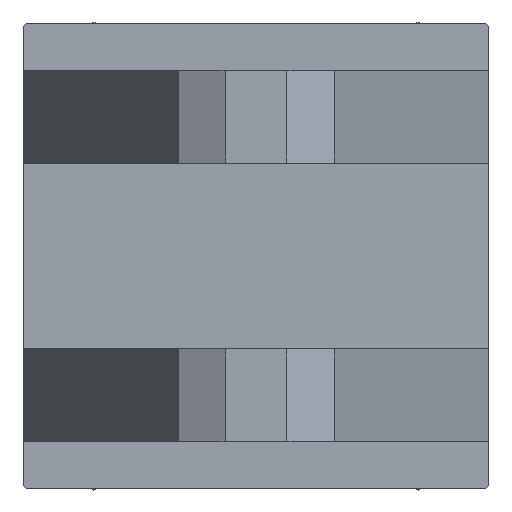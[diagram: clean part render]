
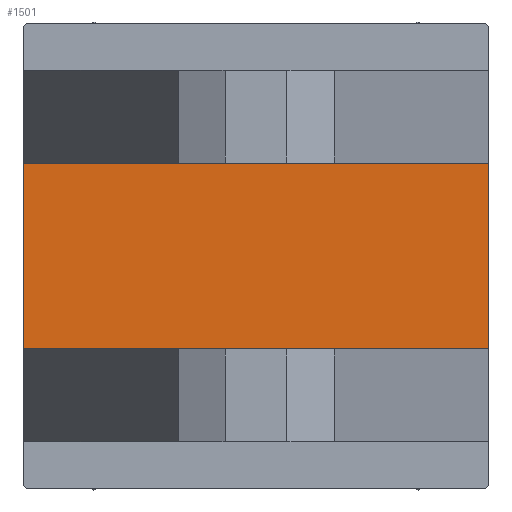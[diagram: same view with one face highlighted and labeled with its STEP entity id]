
A CAD part, left-side view. The second image highlights one B-rep face of the part: STEP entity #1501.
In plain terms, the highlighted planar face has unit normal (-1, 0, 0).
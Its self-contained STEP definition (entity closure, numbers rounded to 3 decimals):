
#1501 = ADVANCED_FACE ( 'NONE', ( #20834 ), #21739, .T. ) ;
#2316 = LINE ( 'NONE', #5348, #43717 ) ;
#2431 = CARTESIAN_POINT ( 'NONE',  ( 0., -15., -37.5 ) ) ;
#2556 = DIRECTION ( 'NONE',  ( 0., 0., -1. ) ) ;
#3578 = EDGE_LOOP ( 'NONE', ( #9085, #16632, #13409, #12864 ) ) ;
#5348 = CARTESIAN_POINT ( 'NONE',  ( 0., -15., 37.5 ) ) ;
#5431 = LINE ( 'NONE', #28030, #47761 ) ;
#6439 = DIRECTION ( 'NONE',  ( -1., 0., 0. ) ) ;
#6863 = VECTOR ( 'NONE', #34172, 1000. ) ;
#7053 = LINE ( 'NONE', #15320, #6863 ) ;
#7837 = VERTEX_POINT ( 'NONE', #2431 ) ;
#8194 = AXIS2_PLACEMENT_3D ( 'NONE', #46740, #6439, #42974 ) ;
#9085 = ORIENTED_EDGE ( 'NONE', *, *, #14622, .T. ) ;
#12864 = ORIENTED_EDGE ( 'NONE', *, *, #27289, .T. ) ;
#13409 = ORIENTED_EDGE ( 'NONE', *, *, #13771, .F. ) ;
#13771 = EDGE_CURVE ( 'NONE', #48790, #31553, #5431, .T. ) ;
#14622 = EDGE_CURVE ( 'NONE', #28522, #7837, #7053, .T. ) ;
#15320 = CARTESIAN_POINT ( 'NONE',  ( 0., 37.5, -37.5 ) ) ;
#16632 = ORIENTED_EDGE ( 'NONE', *, *, #40527, .F. ) ;
#17209 = DIRECTION ( 'NONE',  ( 0., -1., 0. ) ) ;
#20834 = FACE_OUTER_BOUND ( 'NONE', #3578, .T. ) ;
#21739 = PLANE ( 'NONE',  #8194 ) ;
#22221 = CARTESIAN_POINT ( 'NONE',  ( 0., 15., 37.5 ) ) ;
#23596 = CARTESIAN_POINT ( 'NONE',  ( 0., 15., -37.5 ) ) ;
#25990 = LINE ( 'NONE', #22221, #43359 ) ;
#27029 = CARTESIAN_POINT ( 'NONE',  ( 0., -15., 37.5 ) ) ;
#27289 = EDGE_CURVE ( 'NONE', #48790, #28522, #25990, .T. ) ;
#28030 = CARTESIAN_POINT ( 'NONE',  ( 0., 37.5, 37.5 ) ) ;
#28522 = VERTEX_POINT ( 'NONE', #23596 ) ;
#31553 = VERTEX_POINT ( 'NONE', #27029 ) ;
#34172 = DIRECTION ( 'NONE',  ( 0., -1., 0. ) ) ;
#34282 = DIRECTION ( 'NONE',  ( 0., 0., -1. ) ) ;
#40527 = EDGE_CURVE ( 'NONE', #31553, #7837, #2316, .T. ) ;
#42974 = DIRECTION ( 'NONE',  ( 0., 0., 1. ) ) ;
#43359 = VECTOR ( 'NONE', #34282, 1000. ) ;
#43717 = VECTOR ( 'NONE', #2556, 1000. ) ;
#46740 = CARTESIAN_POINT ( 'NONE',  ( 0., 0., 0. ) ) ;
#47370 = CARTESIAN_POINT ( 'NONE',  ( 0., 15., 37.5 ) ) ;
#47761 = VECTOR ( 'NONE', #17209, 1000. ) ;
#48790 = VERTEX_POINT ( 'NONE', #47370 ) ;
